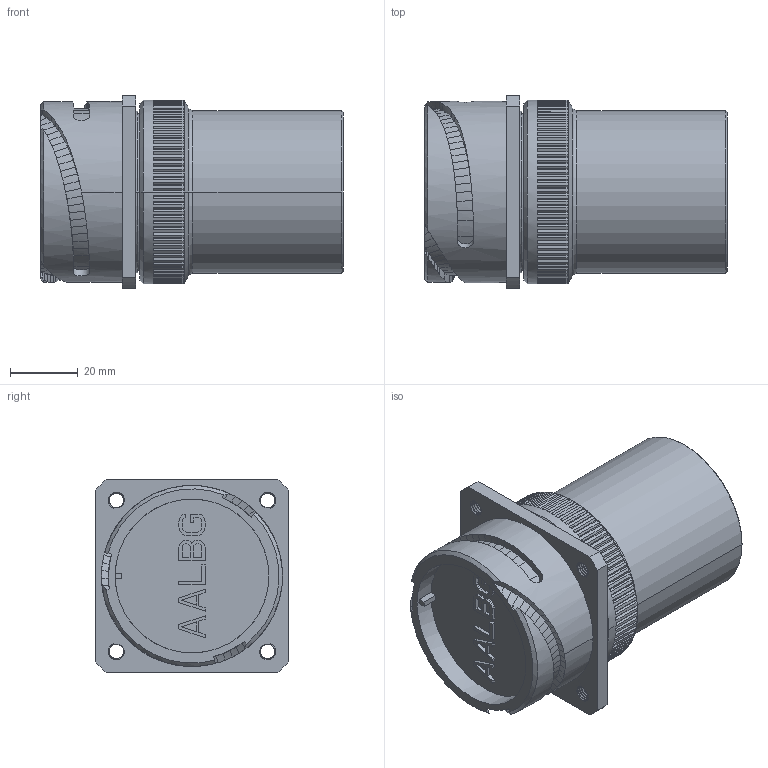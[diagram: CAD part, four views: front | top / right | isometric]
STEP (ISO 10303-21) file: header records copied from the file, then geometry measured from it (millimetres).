
FILE_DESCRIPTION((''),'2;1');
FILE_NAME('VG95234_3100PGPM-32_SW0001','2023-03-22T15:52:18',('paultorloting'),('NET AG system integration'),'CREO PARAMETRIC BY PTC INC, 2021404','CREO PARAMETRIC BY PTC INC, 2021404','');
FILE_SCHEMA(('AUTOMOTIVE_DESIGN { 1 0 10303 214 1 1 1 1 }'));
Length unit declared in the file: millimetre
Products named in the file (1): VG95234_3100PGPM-32_SW0001
Bounding box: 89.3 x 57 x 57 mm (x, y, z)
Volume: 166366.2 mm3; surface area: 25146.7 mm2
Topology: 1 solids, 1 shells, 939 faces, 2409 edges, 1497 vertices
Faces by surface type: plane 628, bspline 228, cylinder 65, cone 12, torus 6
Entity records: 40642 total; most frequent: CARTESIAN_POINT 14097, ORIENTED_EDGE 4818, DIRECTION 3735, EDGE_CURVE 2409, VECTOR 1610, LINE 1610, VERTEX_POINT 1497, AXIS2_PLACEMENT_3D 1061
